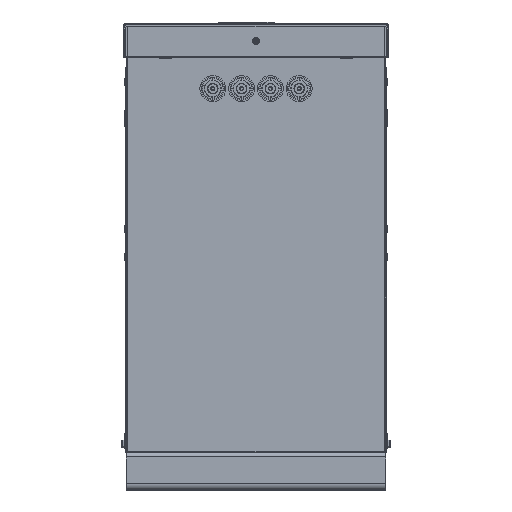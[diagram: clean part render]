
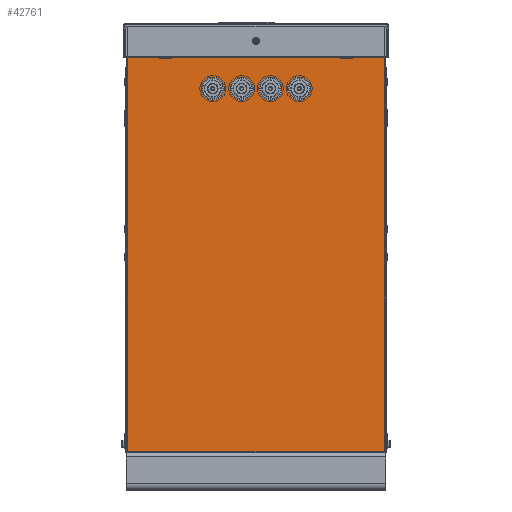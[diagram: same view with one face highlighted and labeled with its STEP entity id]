
A CAD part, top view. The second image highlights one B-rep face of the part: STEP entity #42761.
In plain terms, the highlighted planar face has unit normal (0, 0, 1).
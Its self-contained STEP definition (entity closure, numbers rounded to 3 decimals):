
#2628=FACE_BOUND('',#6686,.T.);
#2629=FACE_BOUND('',#6687,.T.);
#2630=FACE_BOUND('',#6688,.T.);
#2631=FACE_BOUND('',#6689,.T.);
#2632=FACE_BOUND('',#6690,.T.);
#2633=FACE_BOUND('',#6691,.T.);
#2634=FACE_BOUND('',#6692,.T.);
#3429=CIRCLE('',#45173,24.);
#3430=CIRCLE('',#45175,24.);
#3431=CIRCLE('',#45177,24.);
#3432=CIRCLE('',#45179,24.);
#3433=CIRCLE('',#45189,2.5);
#4537=FACE_OUTER_BOUND('',#6685,.T.);
#6685=EDGE_LOOP('',(#30382,#30383,#30384,#30385));
#6686=EDGE_LOOP('',(#30386));
#6687=EDGE_LOOP('',(#30387));
#6688=EDGE_LOOP('',(#30388));
#6689=EDGE_LOOP('',(#30389));
#6690=EDGE_LOOP('',(#30390,#30391,#30392,#30393));
#6691=EDGE_LOOP('',(#30394,#30395,#30396,#30397));
#6692=EDGE_LOOP('',(#30398));
#9585=LINE('',#60177,#14286);
#9586=LINE('',#60182,#14287);
#9588=LINE('',#60190,#14289);
#9612=LINE('',#60276,#14313);
#9615=LINE('',#60281,#14316);
#9617=LINE('',#60285,#14318);
#9618=LINE('',#60287,#14319);
#9620=LINE('',#60292,#14321);
#9622=LINE('',#60296,#14323);
#9624=LINE('',#60300,#14325);
#9626=LINE('',#60303,#14327);
#9627=LINE('',#60305,#14328);
#14286=VECTOR('',#48619,10.);
#14287=VECTOR('',#48626,10.);
#14289=VECTOR('',#48634,10.);
#14313=VECTOR('',#48724,10.);
#14316=VECTOR('',#48729,10.);
#14318=VECTOR('',#48733,10.);
#14319=VECTOR('',#48736,10.);
#14321=VECTOR('',#48740,10.);
#14323=VECTOR('',#48744,10.);
#14325=VECTOR('',#48748,10.);
#14327=VECTOR('',#48752,10.);
#14328=VECTOR('',#48755,10.);
#18993=VERTEX_POINT('',#60174);
#18994=VERTEX_POINT('',#60176);
#18995=VERTEX_POINT('',#60181);
#18998=VERTEX_POINT('',#60188);
#19022=VERTEX_POINT('',#60261);
#19023=VERTEX_POINT('',#60264);
#19024=VERTEX_POINT('',#60267);
#19025=VERTEX_POINT('',#60270);
#19026=VERTEX_POINT('',#60273);
#19027=VERTEX_POINT('',#60275);
#19028=VERTEX_POINT('',#60279);
#19029=VERTEX_POINT('',#60283);
#19030=VERTEX_POINT('',#60289);
#19031=VERTEX_POINT('',#60291);
#19032=VERTEX_POINT('',#60295);
#19033=VERTEX_POINT('',#60299);
#19034=VERTEX_POINT('',#60306);
#23698=EDGE_CURVE('',#18994,#18993,#9585,.T.);
#23701=EDGE_CURVE('',#18995,#18994,#9586,.T.);
#23705=EDGE_CURVE('',#18993,#18998,#9588,.T.);
#23742=EDGE_CURVE('',#19022,#19022,#3429,.T.);
#23743=EDGE_CURVE('',#19023,#19023,#3430,.T.);
#23744=EDGE_CURVE('',#19024,#19024,#3431,.T.);
#23745=EDGE_CURVE('',#19025,#19025,#3432,.T.);
#23747=EDGE_CURVE('',#19027,#19026,#9612,.T.);
#23750=EDGE_CURVE('',#19026,#19028,#9615,.T.);
#23752=EDGE_CURVE('',#19028,#19029,#9617,.T.);
#23753=EDGE_CURVE('',#19029,#19027,#9618,.T.);
#23755=EDGE_CURVE('',#19031,#19030,#9620,.T.);
#23757=EDGE_CURVE('',#19032,#19031,#9622,.T.);
#23759=EDGE_CURVE('',#19033,#19032,#9624,.T.);
#23761=EDGE_CURVE('',#19030,#19033,#9626,.T.);
#23762=EDGE_CURVE('',#18998,#18995,#9627,.T.);
#23763=EDGE_CURVE('',#19034,#19034,#3433,.T.);
#30382=ORIENTED_EDGE('',*,*,#23762,.T.);
#30383=ORIENTED_EDGE('',*,*,#23701,.T.);
#30384=ORIENTED_EDGE('',*,*,#23698,.T.);
#30385=ORIENTED_EDGE('',*,*,#23705,.T.);
#30386=ORIENTED_EDGE('',*,*,#23742,.T.);
#30387=ORIENTED_EDGE('',*,*,#23743,.T.);
#30388=ORIENTED_EDGE('',*,*,#23744,.T.);
#30389=ORIENTED_EDGE('',*,*,#23745,.T.);
#30390=ORIENTED_EDGE('',*,*,#23750,.T.);
#30391=ORIENTED_EDGE('',*,*,#23752,.T.);
#30392=ORIENTED_EDGE('',*,*,#23753,.T.);
#30393=ORIENTED_EDGE('',*,*,#23747,.T.);
#30394=ORIENTED_EDGE('',*,*,#23757,.T.);
#30395=ORIENTED_EDGE('',*,*,#23755,.T.);
#30396=ORIENTED_EDGE('',*,*,#23761,.T.);
#30397=ORIENTED_EDGE('',*,*,#23759,.T.);
#30398=ORIENTED_EDGE('',*,*,#23763,.T.);
#41311=PLANE('',#45188);
#42761=ADVANCED_FACE('',(#4537,#2628,#2629,#2630,#2631,#2632,#2633,#2634),
#41311,.T.);
#45173=AXIS2_PLACEMENT_3D('',#60262,#48707,#48708);
#45175=AXIS2_PLACEMENT_3D('',#60265,#48711,#48712);
#45177=AXIS2_PLACEMENT_3D('',#60268,#48715,#48716);
#45179=AXIS2_PLACEMENT_3D('',#60271,#48719,#48720);
#45188=AXIS2_PLACEMENT_3D('',#60304,#48753,#48754);
#45189=AXIS2_PLACEMENT_3D('',#60307,#48756,#48757);
#48619=DIRECTION('',(1.,0.,0.));
#48626=DIRECTION('',(0.,-1.,0.));
#48634=DIRECTION('',(0.,1.,0.));
#48707=DIRECTION('center_axis',(0.,0.,-1.));
#48708=DIRECTION('ref_axis',(-1.,0.,0.));
#48711=DIRECTION('center_axis',(0.,0.,-1.));
#48712=DIRECTION('ref_axis',(-1.,0.,0.));
#48715=DIRECTION('center_axis',(0.,0.,-1.));
#48716=DIRECTION('ref_axis',(-1.,0.,0.));
#48719=DIRECTION('center_axis',(0.,0.,-1.));
#48720=DIRECTION('ref_axis',(-1.,0.,0.));
#48724=DIRECTION('',(-1.,0.,0.));
#48729=DIRECTION('',(0.,1.,0.));
#48733=DIRECTION('',(1.,0.,0.));
#48736=DIRECTION('',(0.,-1.,0.));
#48740=DIRECTION('',(1.,0.,0.));
#48744=DIRECTION('',(0.,1.,0.));
#48748=DIRECTION('',(-1.,0.,0.));
#48752=DIRECTION('',(0.,-1.,0.));
#48753=DIRECTION('center_axis',(0.,0.,1.));
#48754=DIRECTION('ref_axis',(1.,0.,0.));
#48755=DIRECTION('',(-1.,0.,0.));
#48756=DIRECTION('center_axis',(0.,0.,-1.));
#48757=DIRECTION('ref_axis',(1.,0.,0.));
#60174=CARTESIAN_POINT('',(-1103.499,-821.109,110.27));
#60176=CARTESIAN_POINT('',(-1637.499,-821.109,110.27));
#60177=CARTESIAN_POINT('',(-1503.999,-821.109,110.27));
#60181=CARTESIAN_POINT('',(-1637.499,63.741,110.27));
#60182=CARTESIAN_POINT('',(-1637.499,-157.472,110.27));
#60188=CARTESIAN_POINT('',(-1103.499,63.741,110.27));
#60190=CARTESIAN_POINT('',(-1103.499,-599.897,110.27));
#60261=CARTESIAN_POINT('',(-1436.499,-65.82,110.27));
#60262=CARTESIAN_POINT('Origin',(-1460.499,-65.82,110.27));
#60264=CARTESIAN_POINT('',(-1376.499,-65.82,110.27));
#60265=CARTESIAN_POINT('Origin',(-1400.499,-65.82,110.27));
#60267=CARTESIAN_POINT('',(-1316.499,-65.82,110.27));
#60268=CARTESIAN_POINT('Origin',(-1340.499,-65.82,110.27));
#60270=CARTESIAN_POINT('',(-1256.499,-65.82,110.27));
#60271=CARTESIAN_POINT('Origin',(-1280.499,-65.82,110.27));
#60273=CARTESIAN_POINT('',(-1572.499,-3.161,110.27));
#60275=CARTESIAN_POINT('',(-1545.499,-3.161,110.27));
#60276=CARTESIAN_POINT('',(-1471.499,-3.161,110.27));
#60279=CARTESIAN_POINT('',(-1572.499,0.839,110.27));
#60281=CARTESIAN_POINT('',(-1572.499,-188.923,110.27));
#60283=CARTESIAN_POINT('',(-1545.499,0.839,110.27));
#60285=CARTESIAN_POINT('',(-1457.999,0.839,110.27));
#60287=CARTESIAN_POINT('',(-1545.499,-190.923,110.27));
#60289=CARTESIAN_POINT('',(-1168.499,0.839,110.27));
#60291=CARTESIAN_POINT('',(-1195.499,0.839,110.27));
#60292=CARTESIAN_POINT('',(-1269.499,0.839,110.27));
#60295=CARTESIAN_POINT('',(-1195.499,-3.161,110.27));
#60296=CARTESIAN_POINT('',(-1195.499,-188.923,110.27));
#60299=CARTESIAN_POINT('',(-1168.499,-3.161,110.27));
#60300=CARTESIAN_POINT('',(-1282.999,-3.161,110.27));
#60303=CARTESIAN_POINT('',(-1168.499,-190.923,110.27));
#60304=CARTESIAN_POINT('Origin',(-1370.499,-378.684,110.27));
#60305=CARTESIAN_POINT('',(-1236.999,63.741,110.27));
#60306=CARTESIAN_POINT('',(-1367.999,33.741,110.27));
#60307=CARTESIAN_POINT('Origin',(-1370.499,33.741,110.27));
